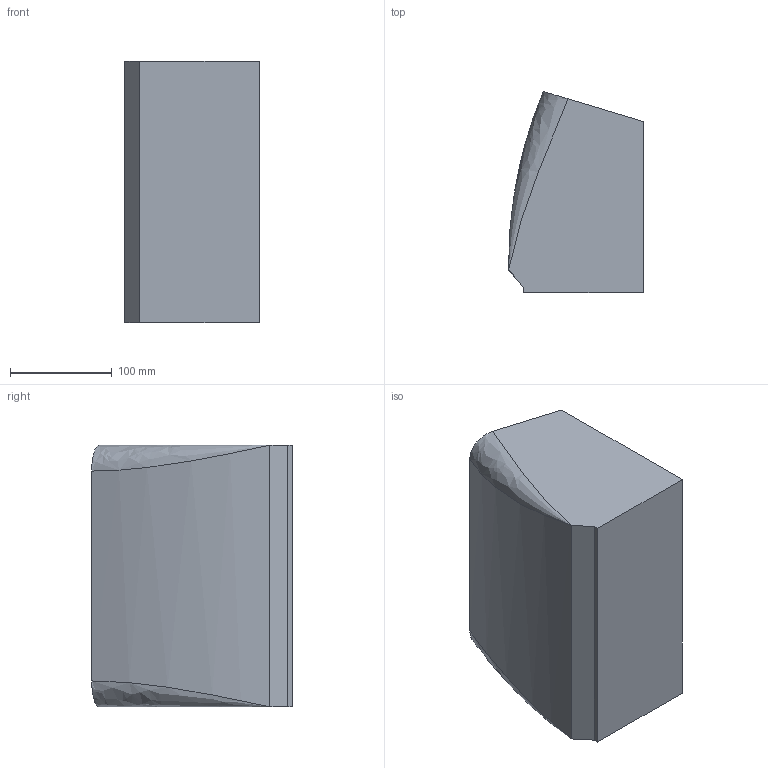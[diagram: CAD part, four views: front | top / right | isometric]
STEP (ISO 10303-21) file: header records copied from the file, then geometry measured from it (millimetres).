
FILE_DESCRIPTION (( 'STEP AP203' ), '1' );
FILE_NAME ('Sidepod_Simulation_Block_With_Wall_Thickness.STEP', '2023-11-07T00:17:58', ( '' ), ( '' ), 'SwSTEP 2.0', 'SolidWorks 2022', '' );
FILE_SCHEMA (( 'CONFIG_CONTROL_DESIGN' ));
Length unit declared in the file: inch
Products named in the file (1): Sidepod_Simulation_Block_With_Wall_Thickness
Bounding box: 132.42 x 197.34 x 257.18 mm (x, y, z)
Volume: 5781821.7 mm3; surface area: 195522 mm2
Topology: 1 solids, 1 shells, 10 faces, 24 edges, 14 vertices
Faces by surface type: plane 7, bspline 3
Entity records: 754 total; most frequent: CARTESIAN_POINT 475, ORIENTED_EDGE 44, DIRECTION 32, EDGE_CURVE 22, LINE 16, VECTOR 16, VERTEX_POINT 14, EDGE_LOOP 10
